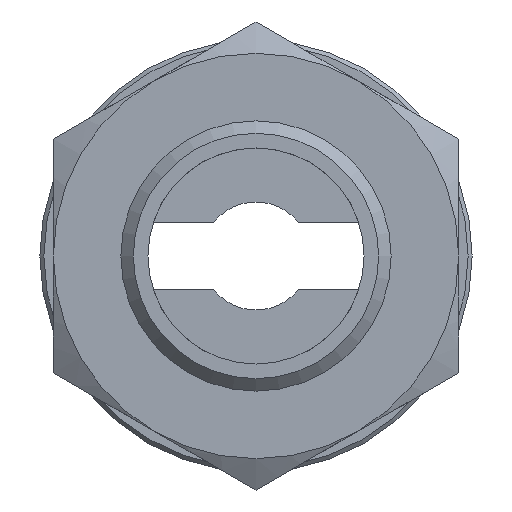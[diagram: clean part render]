
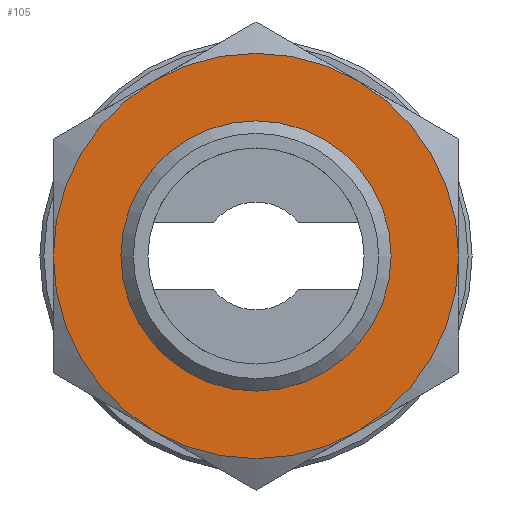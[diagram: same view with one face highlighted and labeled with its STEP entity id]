
A CAD part, front view. The second image highlights one B-rep face of the part: STEP entity #105.
In plain terms, the highlighted planar face has unit normal (0, -1, 0).
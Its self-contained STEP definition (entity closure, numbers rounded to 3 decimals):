
#105 = ADVANCED_FACE( '', ( #233, #234 ), #235, .T. );
#233 = FACE_OUTER_BOUND( '', #388, .T. );
#234 = FACE_BOUND( '', #389, .T. );
#235 = PLANE( '', #390 );
#388 = EDGE_LOOP( '', ( #609, #610, #611, #612, #613, #614 ) );
#389 = EDGE_LOOP( '', ( #615 ) );
#390 = AXIS2_PLACEMENT_3D( '', #616, #617, #618 );
#609 = ORIENTED_EDGE( '', *, *, #828, .T. );
#610 = ORIENTED_EDGE( '', *, *, #881, .T. );
#611 = ORIENTED_EDGE( '', *, *, #882, .T. );
#612 = ORIENTED_EDGE( '', *, *, #854, .T. );
#613 = ORIENTED_EDGE( '', *, *, #869, .T. );
#614 = ORIENTED_EDGE( '', *, *, #835, .T. );
#615 = ORIENTED_EDGE( '', *, *, #831, .F. );
#616 = CARTESIAN_POINT( '', ( 10., -15., 0. ) );
#617 = DIRECTION( '', ( 0., -1., 0. ) );
#618 = DIRECTION( '', ( 0., 0., -1. ) );
#828 = EDGE_CURVE( '', #962, #965, #967, .T. );
#831 = EDGE_CURVE( '', #971, #971, #972, .T. );
#835 = EDGE_CURVE( '', #974, #962, #978, .T. );
#854 = EDGE_CURVE( '', #1007, #1008, #1009, .T. );
#869 = EDGE_CURVE( '', #1008, #974, #1033, .T. );
#881 = EDGE_CURVE( '', #965, #1050, #1051, .T. );
#882 = EDGE_CURVE( '', #1050, #1007, #1052, .T. );
#962 = VERTEX_POINT( '', #1171 );
#965 = VERTEX_POINT( '', #1181 );
#967 = CIRCLE( '', #1190, 15. );
#971 = VERTEX_POINT( '', #1194 );
#972 = CIRCLE( '', #1195, 10. );
#974 = VERTEX_POINT( '', #1197 );
#978 = CIRCLE( '', #1213, 15. );
#1007 = VERTEX_POINT( '', #1244 );
#1008 = VERTEX_POINT( '', #1245 );
#1009 = CIRCLE( '', #1246, 15. );
#1033 = CIRCLE( '', #1311, 15. );
#1050 = VERTEX_POINT( '', #1352 );
#1051 = CIRCLE( '', #1353, 15. );
#1052 = CIRCLE( '', #1354, 15. );
#1171 = CARTESIAN_POINT( '', ( 7.5, -15., -12.99 ) );
#1181 = CARTESIAN_POINT( '', ( 15., -15., 0. ) );
#1190 = AXIS2_PLACEMENT_3D( '', #1490, #1491, #1492 );
#1194 = CARTESIAN_POINT( '', ( 0., -15., -10. ) );
#1195 = AXIS2_PLACEMENT_3D( '', #1496, #1497, #1498 );
#1197 = CARTESIAN_POINT( '', ( -7.5, -15., -12.99 ) );
#1213 = AXIS2_PLACEMENT_3D( '', #1499, #1500, #1501 );
#1244 = CARTESIAN_POINT( '', ( -7.5, -15., 12.99 ) );
#1245 = CARTESIAN_POINT( '', ( -15., -15., 0. ) );
#1246 = AXIS2_PLACEMENT_3D( '', #1531, #1532, #1533 );
#1311 = AXIS2_PLACEMENT_3D( '', #1540, #1541, #1542 );
#1352 = CARTESIAN_POINT( '', ( 7.5, -15., 12.99 ) );
#1353 = AXIS2_PLACEMENT_3D( '', #1551, #1552, #1553 );
#1354 = AXIS2_PLACEMENT_3D( '', #1554, #1555, #1556 );
#1490 = CARTESIAN_POINT( '', ( 0., -15., 0. ) );
#1491 = DIRECTION( '', ( 0., -1., 0. ) );
#1492 = DIRECTION( '', ( 0., 0., -1. ) );
#1496 = CARTESIAN_POINT( '', ( 0., -15., 0. ) );
#1497 = DIRECTION( '', ( 0., -1., 0. ) );
#1498 = DIRECTION( '', ( 0., 0., -1. ) );
#1499 = CARTESIAN_POINT( '', ( 0., -15., 0. ) );
#1500 = DIRECTION( '', ( 0., -1., 0. ) );
#1501 = DIRECTION( '', ( 0., 0., -1. ) );
#1531 = CARTESIAN_POINT( '', ( 0., -15., 0. ) );
#1532 = DIRECTION( '', ( 0., -1., 0. ) );
#1533 = DIRECTION( '', ( 0., 0., -1. ) );
#1540 = CARTESIAN_POINT( '', ( 0., -15., 0. ) );
#1541 = DIRECTION( '', ( 0., -1., 0. ) );
#1542 = DIRECTION( '', ( 0., 0., -1. ) );
#1551 = CARTESIAN_POINT( '', ( 0., -15., 0. ) );
#1552 = DIRECTION( '', ( 0., -1., 0. ) );
#1553 = DIRECTION( '', ( 0., 0., -1. ) );
#1554 = CARTESIAN_POINT( '', ( 0., -15., 0. ) );
#1555 = DIRECTION( '', ( 0., -1., 0. ) );
#1556 = DIRECTION( '', ( 0., 0., -1. ) );
